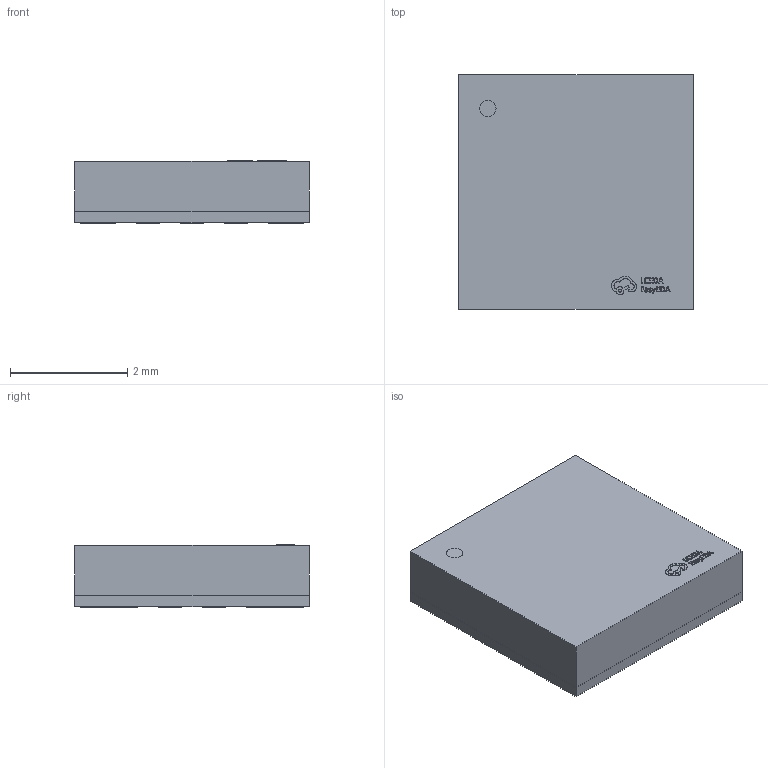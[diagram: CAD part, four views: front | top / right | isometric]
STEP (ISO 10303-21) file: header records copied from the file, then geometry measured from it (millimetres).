
FILE_DESCRIPTION (( 'STEP AP214' ), '1' );
FILE_NAME ('LGA-14_L4.0-W4.0-P0.75_ADXL359BCCZ.STEP', '2023-05-24T12:59:46', ( '' ), ( '' ), 'SwSTEP 2.0', 'SolidWorks 2020', '' );
FILE_SCHEMA (( 'AUTOMOTIVE_DESIGN' ));
Length unit declared in the file: millimetre
Products named in the file (1): LGA-14_L4.0-W4.0-P0.75_ADXL359BCCZ
Bounding box: 4 x 4 x 1.06 mm (x, y, z)
Volume: 16.7 mm3; surface area: 81 mm2
Topology: 2 solids, 2 shells, 309 faces, 813 edges, 542 vertices
Faces by surface type: plane 209, bspline 98, cylinder 2
Entity records: 13385 total; most frequent: CARTESIAN_POINT 2971, ORIENTED_EDGE 1626, DIRECTION 1041, EDGE_CURVE 813, LINE 609, VECTOR 609, VERTEX_POINT 542, EDGE_LOOP 343
